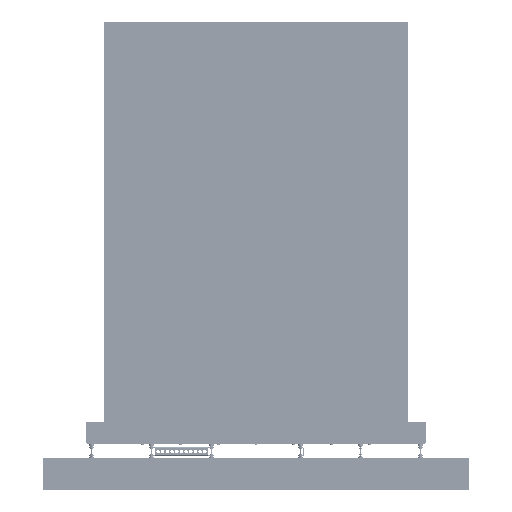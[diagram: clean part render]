
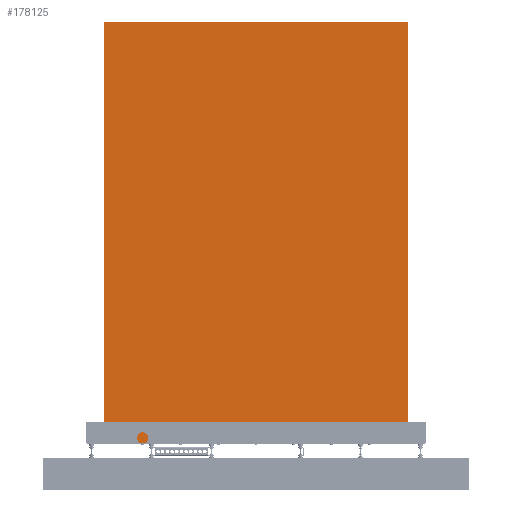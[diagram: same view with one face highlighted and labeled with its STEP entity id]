
A CAD part, front view. The second image highlights one B-rep face of the part: STEP entity #178125.
In plain terms, the highlighted face is planar.
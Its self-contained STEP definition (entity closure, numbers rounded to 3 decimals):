
#120494=ORIENTED_EDGE('',*,*,#153432,.F.);
#120495=ORIENTED_EDGE('',*,*,#153433,.F.);
#120496=ORIENTED_EDGE('',*,*,#153434,.F.);
#120497=ORIENTED_EDGE('',*,*,#153435,.F.);
#120498=ORIENTED_EDGE('',*,*,#153436,.T.);
#120499=ORIENTED_EDGE('',*,*,#153437,.F.);
#120500=ORIENTED_EDGE('',*,*,#153438,.T.);
#120501=ORIENTED_EDGE('',*,*,#153439,.F.);
#120502=ORIENTED_EDGE('',*,*,#153405,.T.);
#120503=ORIENTED_EDGE('',*,*,#153403,.F.);
#120504=ORIENTED_EDGE('',*,*,#153440,.F.);
#120505=ORIENTED_EDGE('',*,*,#153441,.F.);
#120506=ORIENTED_EDGE('',*,*,#153442,.F.);
#120507=ORIENTED_EDGE('',*,*,#153443,.F.);
#120508=ORIENTED_EDGE('',*,*,#153444,.T.);
#120509=ORIENTED_EDGE('',*,*,#153445,.F.);
#120510=ORIENTED_EDGE('',*,*,#153446,.F.);
#120511=ORIENTED_EDGE('',*,*,#153447,.F.);
#120512=ORIENTED_EDGE('',*,*,#153448,.T.);
#120513=ORIENTED_EDGE('',*,*,#153449,.F.);
#120514=ORIENTED_EDGE('',*,*,#153429,.F.);
#120515=ORIENTED_EDGE('',*,*,#153450,.F.);
#120516=ORIENTED_EDGE('',*,*,#153451,.T.);
#120517=ORIENTED_EDGE('',*,*,#153452,.F.);
#141409=VECTOR('',#185187,1.);
#141411=VECTOR('',#185191,1.);
#141435=VECTOR('',#185219,1.);
#141438=VECTOR('',#185224,1.);
#141439=VECTOR('',#185225,1.);
#141440=VECTOR('',#185226,1.);
#141441=VECTOR('',#185227,1.);
#141442=VECTOR('',#185228,1.);
#141443=VECTOR('',#185229,1.);
#141444=VECTOR('',#185230,1.);
#141445=VECTOR('',#185231,1.);
#141446=VECTOR('',#185232,1.);
#141447=VECTOR('',#185233,1.);
#141448=VECTOR('',#185234,1.);
#141449=VECTOR('',#185235,1.);
#141450=VECTOR('',#185236,1.);
#141451=VECTOR('',#185237,1.);
#141452=VECTOR('',#185238,1.);
#141453=VECTOR('',#185239,1.);
#141454=VECTOR('',#185240,1.);
#141455=VECTOR('',#185241,1.);
#141456=VECTOR('',#185242,1.);
#141457=VECTOR('',#185243,1.);
#141458=VECTOR('',#185244,1.);
#144215=LINE('',#211844,#141409);
#144217=LINE('',#211849,#141411);
#144241=LINE('',#211898,#141435);
#144244=LINE('',#211904,#141438);
#144245=LINE('',#211906,#141439);
#144246=LINE('',#211908,#141440);
#144247=LINE('',#211910,#141441);
#144248=LINE('',#211912,#141442);
#144249=LINE('',#211914,#141443);
#144250=LINE('',#211916,#141444);
#144251=LINE('',#211917,#141445);
#144252=LINE('',#211919,#141446);
#144253=LINE('',#211921,#141447);
#144254=LINE('',#211923,#141448);
#144255=LINE('',#211925,#141449);
#144256=LINE('',#211927,#141450);
#144257=LINE('',#211929,#141451);
#144258=LINE('',#211931,#141452);
#144259=LINE('',#211933,#141453);
#144260=LINE('',#211935,#141454);
#144261=LINE('',#211936,#141455);
#144262=LINE('',#211938,#141456);
#144263=LINE('',#211940,#141457);
#144264=LINE('',#211941,#141458);
#147019=VERTEX_POINT('',#211838);
#147021=VERTEX_POINT('',#211842);
#147023=VERTEX_POINT('',#211848);
#147045=VERTEX_POINT('',#211896);
#147046=VERTEX_POINT('',#211897);
#147047=VERTEX_POINT('',#211902);
#147048=VERTEX_POINT('',#211903);
#147049=VERTEX_POINT('',#211905);
#147050=VERTEX_POINT('',#211907);
#147051=VERTEX_POINT('',#211909);
#147052=VERTEX_POINT('',#211911);
#147053=VERTEX_POINT('',#211913);
#147054=VERTEX_POINT('',#211915);
#147055=VERTEX_POINT('',#211918);
#147056=VERTEX_POINT('',#211920);
#147057=VERTEX_POINT('',#211922);
#147058=VERTEX_POINT('',#211924);
#147059=VERTEX_POINT('',#211926);
#147060=VERTEX_POINT('',#211928);
#147061=VERTEX_POINT('',#211930);
#147062=VERTEX_POINT('',#211932);
#147063=VERTEX_POINT('',#211934);
#147064=VERTEX_POINT('',#211937);
#147065=VERTEX_POINT('',#211939);
#153403=EDGE_CURVE('',#147021,#147019,#144215,.T.);
#153405=EDGE_CURVE('',#147023,#147019,#144217,.T.);
#153429=EDGE_CURVE('',#147045,#147046,#144241,.T.);
#153432=EDGE_CURVE('',#147047,#147048,#144244,.T.);
#153433=EDGE_CURVE('',#147049,#147047,#144245,.T.);
#153434=EDGE_CURVE('',#147050,#147049,#144246,.T.);
#153435=EDGE_CURVE('',#147051,#147050,#144247,.T.);
#153436=EDGE_CURVE('',#147051,#147052,#144248,.T.);
#153437=EDGE_CURVE('',#147053,#147052,#144249,.T.);
#153438=EDGE_CURVE('',#147053,#147054,#144250,.T.);
#153439=EDGE_CURVE('',#147023,#147054,#144251,.T.);
#153440=EDGE_CURVE('',#147055,#147021,#144252,.T.);
#153441=EDGE_CURVE('',#147056,#147055,#144253,.T.);
#153442=EDGE_CURVE('',#147057,#147056,#144254,.T.);
#153443=EDGE_CURVE('',#147058,#147057,#144255,.T.);
#153444=EDGE_CURVE('',#147058,#147059,#144256,.T.);
#153445=EDGE_CURVE('',#147060,#147059,#144257,.T.);
#153446=EDGE_CURVE('',#147061,#147060,#144258,.T.);
#153447=EDGE_CURVE('',#147062,#147061,#144259,.T.);
#153448=EDGE_CURVE('',#147062,#147063,#144260,.T.);
#153449=EDGE_CURVE('',#147046,#147063,#144261,.T.);
#153450=EDGE_CURVE('',#147064,#147045,#144262,.T.);
#153451=EDGE_CURVE('',#147064,#147065,#144263,.T.);
#153452=EDGE_CURVE('',#147048,#147065,#144264,.T.);
#163878=EDGE_LOOP('',(#120494,#120495,#120496,#120497,#120498,#120499,#120500,
#120501,#120502,#120503,#120504,#120505,#120506,#120507,#120508,#120509,
#120510,#120511,#120512,#120513,#120514,#120515,#120516,#120517));
#170116=FACE_BOUND('',#163878,.T.);
#176354=PLANE('',#253897);
#178125=ADVANCED_FACE('',(#170116),#176354,.T.);
#185187=DIRECTION('',(0.,-54.,0.));
#185191=DIRECTION('',(76.5,0.,0.));
#185219=DIRECTION('',(-452.5,0.,0.));
#185222=DIRECTION('',(0.,0.,1.));
#185223=DIRECTION('',(0.,-1.,0.));
#185224=DIRECTION('',(-482.5,0.,0.));
#185225=DIRECTION('',(0.,-3957.,0.));
#185226=DIRECTION('',(2850.,0.,0.));
#185227=DIRECTION('',(0.,3957.,0.));
#185228=DIRECTION('',(482.5,0.,0.));
#185229=DIRECTION('',(0.,-130.,0.));
#185230=DIRECTION('',(15.,0.,0.));
#185231=DIRECTION('',(0.,130.,0.));
#185232=DIRECTION('',(-102.,0.,0.));
#185233=DIRECTION('',(0.,54.,0.));
#185234=DIRECTION('',(-274.,0.,0.));
#185235=DIRECTION('',(0.,-130.,0.));
#185236=DIRECTION('',(15.,0.,0.));
#185237=DIRECTION('',(0.,130.,0.));
#185238=DIRECTION('',(-920.,0.,0.));
#185239=DIRECTION('',(0.,-130.,0.));
#185240=DIRECTION('',(15.,0.,0.));
#185241=DIRECTION('',(0.,130.,0.));
#185242=DIRECTION('',(0.,-130.,0.));
#185243=DIRECTION('',(15.,0.,0.));
#185244=DIRECTION('',(0.,130.,0.));
#211838=CARTESIAN_POINT('',(574.,-212.,15.));
#211842=CARTESIAN_POINT('',(574.,-158.,15.));
#211844=CARTESIAN_POINT('',(574.,-158.,15.));
#211848=CARTESIAN_POINT('',(497.5,-212.,15.));
#211849=CARTESIAN_POINT('',(497.5,-212.,15.));
#211896=CARTESIAN_POINT('',(2352.5,-212.,15.));
#211897=CARTESIAN_POINT('',(1900.,-212.,15.));
#211898=CARTESIAN_POINT('',(2352.5,-212.,15.));
#211901=CARTESIAN_POINT('',(574.,-158.,15.));
#211902=CARTESIAN_POINT('',(2850.,-212.,15.));
#211903=CARTESIAN_POINT('',(2367.5,-212.,15.));
#211904=CARTESIAN_POINT('',(2850.,-212.,15.));
#211905=CARTESIAN_POINT('',(2850.,3745.,15.));
#211906=CARTESIAN_POINT('',(2850.,3745.,15.));
#211907=CARTESIAN_POINT('',(0.,3745.,15.));
#211908=CARTESIAN_POINT('',(0.,3745.,15.));
#211909=CARTESIAN_POINT('',(0.,-212.,15.));
#211910=CARTESIAN_POINT('',(0.,-212.,15.));
#211911=CARTESIAN_POINT('',(482.5,-212.,15.));
#211912=CARTESIAN_POINT('',(0.,-212.,15.));
#211913=CARTESIAN_POINT('',(482.5,-82.,15.));
#211914=CARTESIAN_POINT('',(482.5,-82.,15.));
#211915=CARTESIAN_POINT('',(497.5,-82.,15.));
#211916=CARTESIAN_POINT('',(482.5,-82.,15.));
#211917=CARTESIAN_POINT('',(497.5,-212.,15.));
#211918=CARTESIAN_POINT('',(676.,-158.,15.));
#211919=CARTESIAN_POINT('',(676.,-158.,15.));
#211920=CARTESIAN_POINT('',(676.,-212.,15.));
#211921=CARTESIAN_POINT('',(676.,-212.,15.));
#211922=CARTESIAN_POINT('',(950.,-212.,15.));
#211923=CARTESIAN_POINT('',(950.,-212.,15.));
#211924=CARTESIAN_POINT('',(950.,-82.,15.));
#211925=CARTESIAN_POINT('',(950.,-82.,15.));
#211926=CARTESIAN_POINT('',(965.,-82.,15.));
#211927=CARTESIAN_POINT('',(950.,-82.,15.));
#211928=CARTESIAN_POINT('',(965.,-212.,15.));
#211929=CARTESIAN_POINT('',(965.,-212.,15.));
#211930=CARTESIAN_POINT('',(1885.,-212.,15.));
#211931=CARTESIAN_POINT('',(1885.,-212.,15.));
#211932=CARTESIAN_POINT('',(1885.,-82.,15.));
#211933=CARTESIAN_POINT('',(1885.,-82.,15.));
#211934=CARTESIAN_POINT('',(1900.,-82.,15.));
#211935=CARTESIAN_POINT('',(1885.,-82.,15.));
#211936=CARTESIAN_POINT('',(1900.,-212.,15.));
#211937=CARTESIAN_POINT('',(2352.5,-82.,15.));
#211938=CARTESIAN_POINT('',(2352.5,-82.,15.));
#211939=CARTESIAN_POINT('',(2367.5,-82.,15.));
#211940=CARTESIAN_POINT('',(2352.5,-82.,15.));
#211941=CARTESIAN_POINT('',(2367.5,-212.,15.));
#253897=AXIS2_PLACEMENT_3D('',#211901,#185222,#185223);
